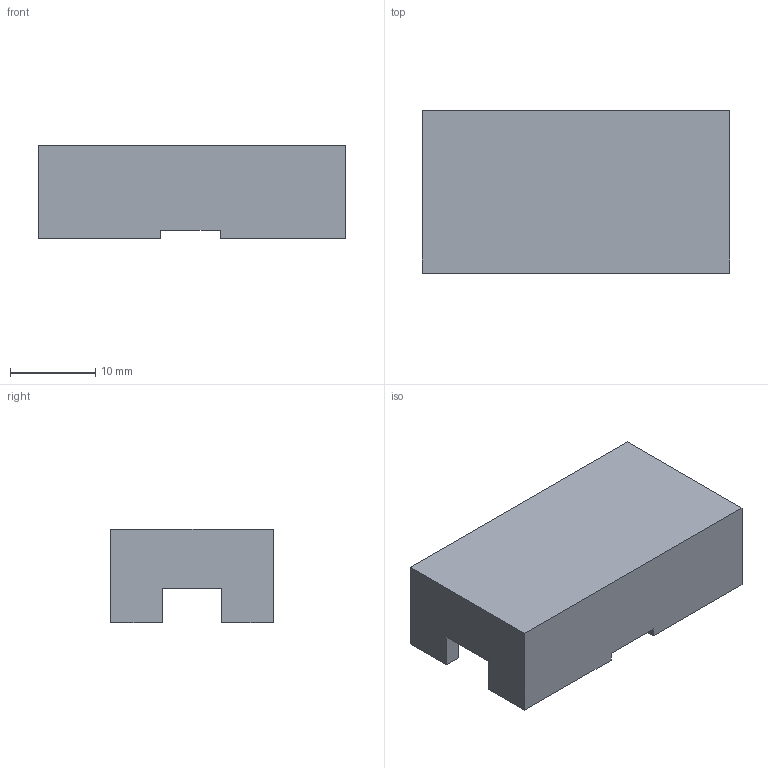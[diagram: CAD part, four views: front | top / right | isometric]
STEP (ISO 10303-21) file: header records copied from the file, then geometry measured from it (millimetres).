
FILE_DESCRIPTION(/* description */ (''),/* implementation_level */ '2;1');
FILE_NAME(/* name */ 'ElectronicHousing.step',/* time_stamp */ '2025-11-23T10:35:00+01:00',/* author */ (''),/* organization */ (''),/* preprocessor_version */ 'ST-DEVELOPER v20.1',/* originating_system */ 'Autodesk Translation Framework v14.21.0.0',/* authorisation */ '');
FILE_SCHEMA (('AUTOMOTIVE_DESIGN { 1 0 10303 214 3 1 1 }'));
Length unit declared in the file: millimetre
Products named in the file (1): ElectronicHousing
Bounding box: 36 x 19 x 11 mm (x, y, z)
Volume: 2985.3 mm3; surface area: 3260.3 mm2
Topology: 1 solids, 1 shells, 29 faces, 77 edges, 51 vertices
Faces by surface type: plane 27, torus 1, cylinder 1
Full cylindrical faces by diameter (mm): 2.7 x1
Entity records: 920 total; most frequent: CARTESIAN_POINT 158, ORIENTED_EDGE 154, DIRECTION 141, EDGE_CURVE 77, LINE 73, VECTOR 73, VERTEX_POINT 51, AXIS2_PLACEMENT_3D 34
